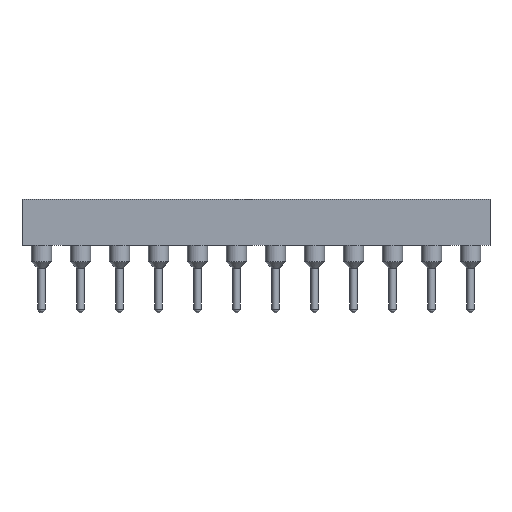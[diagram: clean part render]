
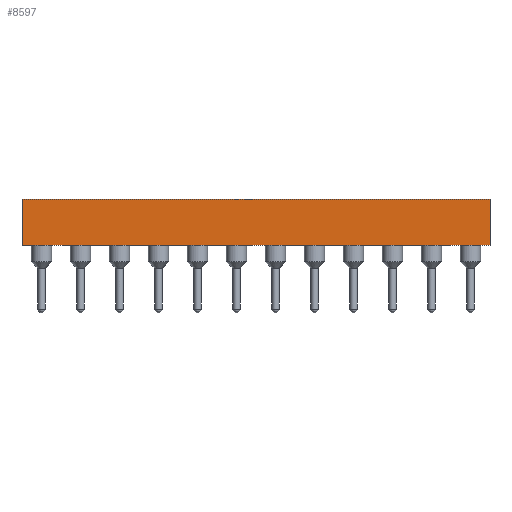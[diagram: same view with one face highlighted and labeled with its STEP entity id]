
A CAD part, front view. The second image highlights one B-rep face of the part: STEP entity #8597.
In plain terms, the highlighted planar face has unit normal (0, -1, 0).
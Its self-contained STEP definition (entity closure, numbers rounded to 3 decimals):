
#8597=ADVANCED_FACE('',(#16187),#16189,.T.);
#16187=FACE_BOUND('',#16188,.T.);
#16188=EDGE_LOOP('',(#20351,#20352,#20353,#20354));
#16189=PLANE('',#16190);
#16190=AXIS2_PLACEMENT_3D('',#16191,#16192,#16193);
#16191=CARTESIAN_POINT('',(1.27,-1.27,1.5));
#16192=DIRECTION('',(0.,-1.,0.));
#16193=DIRECTION('',(0.,0.,1.));
#20351=ORIENTED_EDGE('',*,*,#22288,.F.);
#20352=ORIENTED_EDGE('',*,*,#22223,.F.);
#20353=ORIENTED_EDGE('',*,*,#22287,.T.);
#20354=ORIENTED_EDGE('',*,*,#22289,.T.);
#22223=EDGE_CURVE('',#25110,#25112,#25113,.T.);
#22287=EDGE_CURVE('',#25110,#25228,#25230,.T.);
#22288=EDGE_CURVE('',#25112,#25231,#25232,.T.);
#22289=EDGE_CURVE('',#25228,#25231,#25233,.T.);
#25110=VERTEX_POINT('',#35786);
#25112=VERTEX_POINT('',#35790);
#25113=LINE('',#35791,#35792);
#25228=VERTEX_POINT('',#36057);
#25230=LINE('',#36061,#36062);
#25231=VERTEX_POINT('',#36064);
#25232=LINE('',#36065,#36066);
#25233=LINE('',#36068,#36069);
#35786=CARTESIAN_POINT('',(29.21,-1.27,1.5));
#35790=CARTESIAN_POINT('',(-1.27,-1.27,1.5));
#35791=CARTESIAN_POINT('',(29.21,-1.27,1.5));
#35792=VECTOR('',#35793,1.);
#35793=DIRECTION('',(-1.,0.,0.));
#36057=CARTESIAN_POINT('',(29.21,-1.27,4.5));
#36061=CARTESIAN_POINT('',(29.21,-1.27,1.5));
#36062=VECTOR('',#36063,1.);
#36063=DIRECTION('',(0.,0.,1.));
#36064=CARTESIAN_POINT('',(-1.27,-1.27,4.5));
#36065=CARTESIAN_POINT('',(-1.27,-1.27,1.5));
#36066=VECTOR('',#36067,1.);
#36067=DIRECTION('',(0.,0.,1.));
#36068=CARTESIAN_POINT('',(29.21,-1.27,4.5));
#36069=VECTOR('',#36070,1.);
#36070=DIRECTION('',(-1.,0.,0.));
